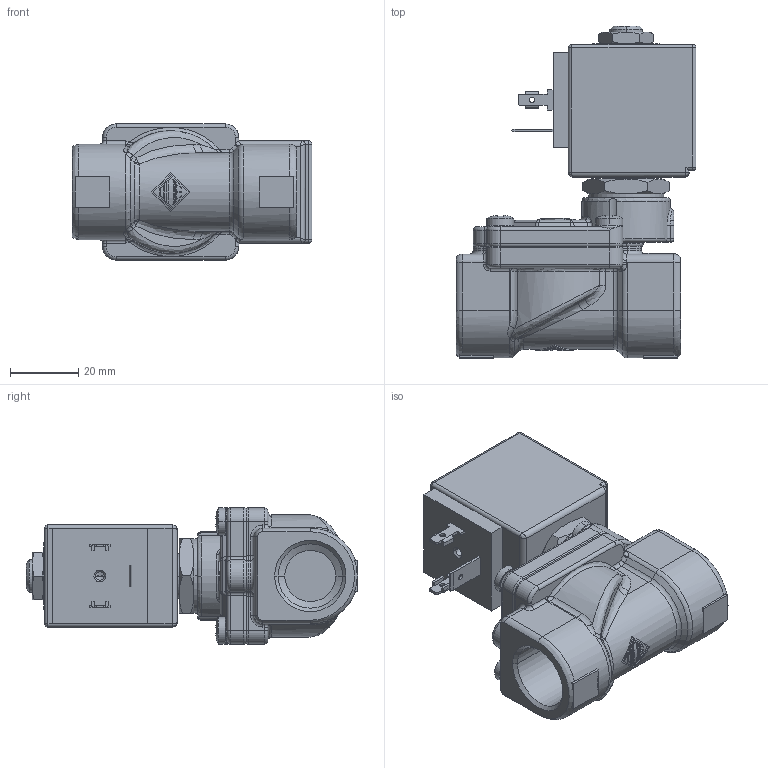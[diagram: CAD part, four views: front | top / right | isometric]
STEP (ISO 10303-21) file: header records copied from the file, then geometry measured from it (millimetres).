
FILE_DESCRIPTION((''),'2;1');
FILE_NAME('21WA4K0BEV130_BDA_INGOMBRO_ASM','2009-07-21T',('romeri'),('O.D.E.'),'PRO/ENGINEER BY PARAMETRIC TECHNOLOGY CORPORATION, 2005450','PRO/ENGINEER BY PARAMETRIC TECHNOLOGY CORPORATION, 2005450','');
FILE_SCHEMA(('CONFIG_CONTROL_DESIGN'));
Length unit declared in the file: millimetre
Products named in the file (8): 450WA4_INGOMBRO; 452182_INGOMBRO; 450606_INGOMBRO; 990445; BOBINA_8_W_INGOMBRO; 450145; 450146; 21WA4K0BEV130_BDA_INGOMBRO_ASM
Assembly tree (10 placements, depth 2):
  21WA4K0BEV130_BDA_INGOMBRO_ASM
    450WA4_INGOMBRO
    452182_INGOMBRO
    450606_INGOMBRO
    990445  x4
    BOBINA_8_W_INGOMBRO
    450145
    450146
Bounding box: 70.5 x 97.53 x 40 mm (x, y, z)
Volume: 99064.9 mm3; surface area: 39014.1 mm2
Topology: 10 solids, 16 shells, 890 faces, 2085 edges, 1260 vertices
Faces by surface type: plane 375, cylinder 251, torus 99, bspline 66, cone 63, sphere 36
Entity records: 36348 total; most frequent: CARTESIAN_POINT 7432, DIRECTION 3893, ORIENTED_EDGE 3800, PRESENTATION_STYLE_ASSIGNMENT 2466, EDGE_CURVE 1903, STYLED_ITEM 1862, CURVE_STYLE 1811, AXIS2_PLACEMENT_3D 1505
